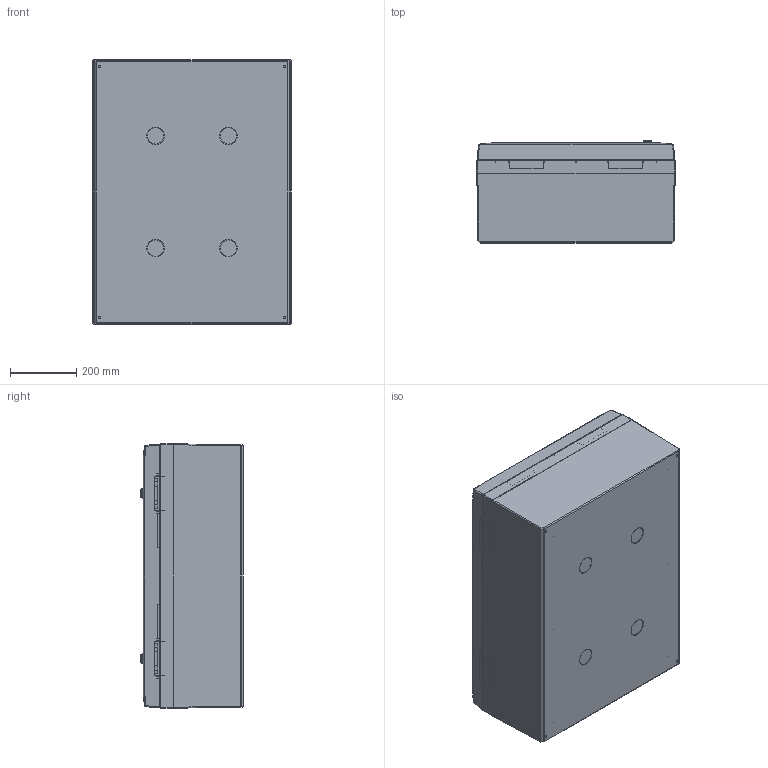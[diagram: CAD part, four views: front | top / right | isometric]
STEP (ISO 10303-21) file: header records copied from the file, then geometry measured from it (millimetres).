
FILE_DESCRIPTION (( 'STEP AP203' ), '1' );
FILE_NAME ('ARCA 806030W with MPS.STEP', '2022-05-30T09:53:58', ( '' ), ( '' ), 'SwSTEP 2.0', 'SolidWorks 2021', '' );
FILE_SCHEMA (( 'CONFIG_CONTROL_DESIGN' ));
Length unit declared in the file: millimetre
Products named in the file (10): Cabinet hinge mid size; Cabinet806030base; 806030 base bottom; 806030 base frame; Cover 806005W; ARCA IEC DB mid lock cam open; MPS 8060; ARCA IEC DB mid; Window 8060; ARCA 806030W with MPS
Assembly tree (12 placements, depth 3):
  ARCA 806030W with MPS
    Cabinet806030base
      806030 base bottom
      806030 base frame
    Cabinet hinge mid size  x2
    Cover 806005W
    ARCA IEC DB mid  x2
    ARCA IEC DB mid lock cam open  x2
    MPS 8060
    Window 8060
Bounding box: 600 x 309.8 x 800 mm (x, y, z)
Volume: 10775034 mm3; surface area: 5674230.4 mm2
Topology: 33 solids, 33 shells, 4720 faces, 12134 edges, 7810 vertices
Faces by surface type: plane 2648, cylinder 832, bspline 674, cone 502, sphere 36, torus 28
Entity records: 132244 total; most frequent: CARTESIAN_POINT 47227, ORIENTED_EDGE 18362, DIRECTION 15658, EDGE_CURVE 9181, LINE 6000, VECTOR 6000, VERTEX_POINT 5989, AXIS2_PLACEMENT_3D 4829
